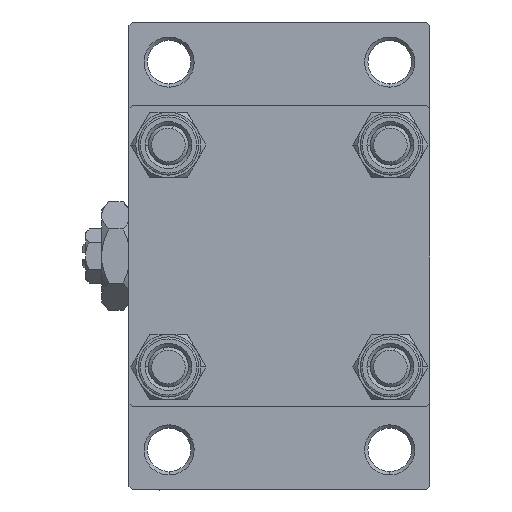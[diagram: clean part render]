
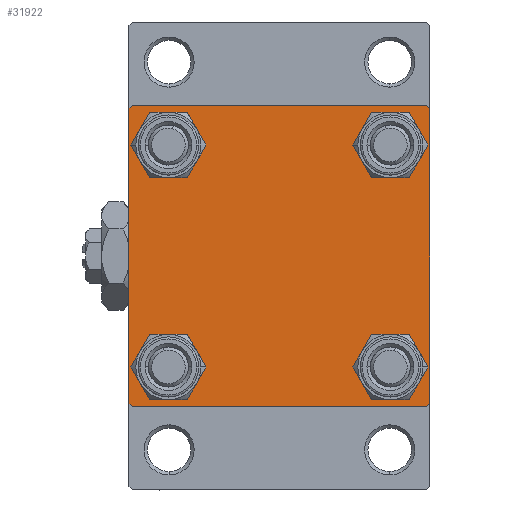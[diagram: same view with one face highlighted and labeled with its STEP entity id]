
A CAD part, left-side view. The second image highlights one B-rep face of the part: STEP entity #31922.
In plain terms, the highlighted planar face has unit normal (-1, 0, 0).
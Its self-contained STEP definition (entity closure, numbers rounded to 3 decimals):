
#95 = CIRCLE ( 'NONE', #43324, 3.5 ) ;
#253 = CARTESIAN_POINT ( 'NONE',  ( 0., -16.6, -20.1 ) ) ;
#271 = CARTESIAN_POINT ( 'NONE',  ( 0., 16.6, 16.6 ) ) ;
#374 = ORIENTED_EDGE ( 'NONE', *, *, #43633, .T. ) ;
#981 = DIRECTION ( 'NONE',  ( -1., 0., 0. ) ) ;
#1094 = DIRECTION ( 'NONE',  ( 0., -0.707, -0.707 ) ) ;
#1120 = DIRECTION ( 'NONE',  ( 1., 0., 0. ) ) ;
#1291 = DIRECTION ( 'NONE',  ( 0., 0., 1. ) ) ;
#1543 = EDGE_LOOP ( 'NONE', ( #8613, #32199 ) ) ;
#2234 = VERTEX_POINT ( 'NONE', #34660 ) ;
#2300 = EDGE_CURVE ( 'NONE', #14597, #22324, #29545, .T. ) ;
#2604 = VERTEX_POINT ( 'NONE', #29633 ) ;
#4597 = VERTEX_POINT ( 'NONE', #17877 ) ;
#4786 = CARTESIAN_POINT ( 'NONE',  ( 0., -16.6, -13.1 ) ) ;
#5012 = CARTESIAN_POINT ( 'NONE',  ( 0., -22.5, 22.5 ) ) ;
#5194 = EDGE_CURVE ( 'NONE', #44632, #37697, #48064, .T. ) ;
#5264 = LINE ( 'NONE', #5012, #31348 ) ;
#5504 = PLANE ( 'NONE',  #48734 ) ;
#5574 = DIRECTION ( 'NONE',  ( 1., 0., 0. ) ) ;
#6086 = ORIENTED_EDGE ( 'NONE', *, *, #37674, .T. ) ;
#6726 = EDGE_CURVE ( 'NONE', #34117, #33330, #47782, .T. ) ;
#7758 = EDGE_CURVE ( 'NONE', #8432, #4597, #95, .T. ) ;
#7921 = AXIS2_PLACEMENT_3D ( 'NONE', #47433, #27902, #1291 ) ;
#8188 = EDGE_CURVE ( 'NONE', #46184, #33330, #5264, .T. ) ;
#8326 = CIRCLE ( 'NONE', #14854, 3.5 ) ;
#8432 = VERTEX_POINT ( 'NONE', #43531 ) ;
#8613 = ORIENTED_EDGE ( 'NONE', *, *, #10794, .T. ) ;
#8770 = CARTESIAN_POINT ( 'NONE',  ( 0., -22.25, 22.25 ) ) ;
#8778 = FACE_BOUND ( 'NONE', #25640, .T. ) ;
#8969 = ORIENTED_EDGE ( 'NONE', *, *, #47334, .T. ) ;
#9605 = LINE ( 'NONE', #24165, #47651 ) ;
#9680 = CARTESIAN_POINT ( 'NONE',  ( 0., 16.6, -16.6 ) ) ;
#9728 = ORIENTED_EDGE ( 'NONE', *, *, #6726, .T. ) ;
#9766 = DIRECTION ( 'NONE',  ( 1., 0., 0. ) ) ;
#10026 = EDGE_LOOP ( 'NONE', ( #11009, #20953 ) ) ;
#10265 = CARTESIAN_POINT ( 'NONE',  ( 0., 16.6, 16.6 ) ) ;
#10501 = CARTESIAN_POINT ( 'NONE',  ( 0., 22.5, 22.5 ) ) ;
#10794 = EDGE_CURVE ( 'NONE', #37697, #44632, #17730, .T. ) ;
#11009 = ORIENTED_EDGE ( 'NONE', *, *, #2300, .T. ) ;
#11780 = DIRECTION ( 'NONE',  ( 0., 0.707, 0.707 ) ) ;
#12456 = DIRECTION ( 'NONE',  ( 0., -0.707, 0.707 ) ) ;
#12457 = VECTOR ( 'NONE', #1094, 1000. ) ;
#12578 = DIRECTION ( 'NONE',  ( 1., 0., 0. ) ) ;
#12854 = VERTEX_POINT ( 'NONE', #48487 ) ;
#13030 = FACE_BOUND ( 'NONE', #10026, .T. ) ;
#13197 = VECTOR ( 'NONE', #33231, 1000. ) ;
#13265 = ORIENTED_EDGE ( 'NONE', *, *, #20924, .T. ) ;
#13780 = VECTOR ( 'NONE', #22039, 1000. ) ;
#14597 = VERTEX_POINT ( 'NONE', #4786 ) ;
#14854 = AXIS2_PLACEMENT_3D ( 'NONE', #39228, #1120, #31719 ) ;
#16178 = VERTEX_POINT ( 'NONE', #16954 ) ;
#16591 = DIRECTION ( 'NONE',  ( 0., 0., 1. ) ) ;
#16954 = CARTESIAN_POINT ( 'NONE',  ( 0., -22., 22.5 ) ) ;
#17102 = CARTESIAN_POINT ( 'NONE',  ( 0., -16.6, 16.6 ) ) ;
#17201 = DIRECTION ( 'NONE',  ( 1., 0., 0. ) ) ;
#17707 = CARTESIAN_POINT ( 'NONE',  ( 0., 22.5, -22.5 ) ) ;
#17730 = CIRCLE ( 'NONE', #30532, 3.5 ) ;
#17877 = CARTESIAN_POINT ( 'NONE',  ( 0., -16.6, 13.1 ) ) ;
#17991 = ORIENTED_EDGE ( 'NONE', *, *, #19137, .T. ) ;
#18417 = VERTEX_POINT ( 'NONE', #28286 ) ;
#18693 = AXIS2_PLACEMENT_3D ( 'NONE', #10265, #9766, #25561 ) ;
#19137 = EDGE_CURVE ( 'NONE', #39212, #47751, #39610, .T. ) ;
#19696 = LINE ( 'NONE', #27455, #12457 ) ;
#20811 = ORIENTED_EDGE ( 'NONE', *, *, #48749, .T. ) ;
#20924 = EDGE_CURVE ( 'NONE', #18417, #12854, #19696, .T. ) ;
#20953 = ORIENTED_EDGE ( 'NONE', *, *, #34098, .T. ) ;
#21409 = CARTESIAN_POINT ( 'NONE',  ( 0., -22.5, 22. ) ) ;
#22039 = DIRECTION ( 'NONE',  ( 0., -1., 0. ) ) ;
#22324 = VERTEX_POINT ( 'NONE', #253 ) ;
#23617 = DIRECTION ( 'NONE',  ( 1., 0., 0. ) ) ;
#24165 = CARTESIAN_POINT ( 'NONE',  ( 0., 22.25, 22.25 ) ) ;
#24308 = CIRCLE ( 'NONE', #18693, 3.5 ) ;
#24327 = DIRECTION ( 'NONE',  ( 0., 0., 1. ) ) ;
#24899 = EDGE_LOOP ( 'NONE', ( #6086, #13265, #8969, #9728, #35313, #25457, #43345, #20811 ) ) ;
#25457 = ORIENTED_EDGE ( 'NONE', *, *, #25868, .T. ) ;
#25561 = DIRECTION ( 'NONE',  ( 0., 0., 1. ) ) ;
#25640 = EDGE_LOOP ( 'NONE', ( #37582, #49508 ) ) ;
#25868 = EDGE_CURVE ( 'NONE', #46184, #16178, #46116, .T. ) ;
#26234 = EDGE_LOOP ( 'NONE', ( #374, #17991 ) ) ;
#27322 = CARTESIAN_POINT ( 'NONE',  ( 0., 16.6, 20.1 ) ) ;
#27455 = CARTESIAN_POINT ( 'NONE',  ( 0., 22.25, -22.25 ) ) ;
#27761 = CARTESIAN_POINT ( 'NONE',  ( 0., -22.25, -22.25 ) ) ;
#27902 = DIRECTION ( 'NONE',  ( 1., 0., 0. ) ) ;
#28109 = DIRECTION ( 'NONE',  ( 0., 0., 1. ) ) ;
#28286 = CARTESIAN_POINT ( 'NONE',  ( 0., 22.5, -22. ) ) ;
#28728 = CARTESIAN_POINT ( 'NONE',  ( 0., 16.6, -13.1 ) ) ;
#29469 = DIRECTION ( 'NONE',  ( 0., 0., -1. ) ) ;
#29545 = CIRCLE ( 'NONE', #7921, 3.5 ) ;
#29604 = AXIS2_PLACEMENT_3D ( 'NONE', #36774, #40777, #45285 ) ;
#29633 = CARTESIAN_POINT ( 'NONE',  ( 0., 22.5, 22. ) ) ;
#30532 = AXIS2_PLACEMENT_3D ( 'NONE', #42898, #12578, #16591 ) ;
#31348 = VECTOR ( 'NONE', #39828, 1000. ) ;
#31719 = DIRECTION ( 'NONE',  ( 0., 0., 1. ) ) ;
#31922 = ADVANCED_FACE ( 'NONE', ( #8778, #13030, #32067, #44082, #47104 ), #5504, .T. ) ;
#32067 = FACE_BOUND ( 'NONE', #1543, .T. ) ;
#32199 = ORIENTED_EDGE ( 'NONE', *, *, #5194, .T. ) ;
#32314 = CARTESIAN_POINT ( 'NONE',  ( 0., 0., 0. ) ) ;
#32382 = DIRECTION ( 'NONE',  ( 0., 0., 1. ) ) ;
#32734 = LINE ( 'NONE', #36237, #46531 ) ;
#32739 = LINE ( 'NONE', #17707, #13197 ) ;
#33231 = DIRECTION ( 'NONE',  ( 0., -1., 0. ) ) ;
#33330 = VERTEX_POINT ( 'NONE', #42484 ) ;
#33600 = CIRCLE ( 'NONE', #29604, 3.5 ) ;
#34098 = EDGE_CURVE ( 'NONE', #22324, #14597, #33600, .T. ) ;
#34117 = VERTEX_POINT ( 'NONE', #48308 ) ;
#34487 = VECTOR ( 'NONE', #12456, 1000. ) ;
#34660 = CARTESIAN_POINT ( 'NONE',  ( 0., 22., 22.5 ) ) ;
#35313 = ORIENTED_EDGE ( 'NONE', *, *, #8188, .F. ) ;
#35902 = DIRECTION ( 'NONE',  ( 0., 0.707, -0.707 ) ) ;
#36237 = CARTESIAN_POINT ( 'NONE',  ( 0., 22.5, 22.5 ) ) ;
#36774 = CARTESIAN_POINT ( 'NONE',  ( 0., -16.6, -16.6 ) ) ;
#37582 = ORIENTED_EDGE ( 'NONE', *, *, #7758, .T. ) ;
#37674 = EDGE_CURVE ( 'NONE', #2604, #18417, #32734, .T. ) ;
#37697 = VERTEX_POINT ( 'NONE', #28728 ) ;
#38665 = EDGE_CURVE ( 'NONE', #2234, #16178, #41550, .T. ) ;
#39212 = VERTEX_POINT ( 'NONE', #39393 ) ;
#39228 = CARTESIAN_POINT ( 'NONE',  ( 0., -16.6, 16.6 ) ) ;
#39393 = CARTESIAN_POINT ( 'NONE',  ( 0., 16.6, 13.1 ) ) ;
#39610 = CIRCLE ( 'NONE', #45201, 3.5 ) ;
#39828 = DIRECTION ( 'NONE',  ( 0., 0., -1. ) ) ;
#40241 = DIRECTION ( 'NONE',  ( 0., 0., 1. ) ) ;
#40339 = CARTESIAN_POINT ( 'NONE',  ( 0., 16.6, -20.1 ) ) ;
#40777 = DIRECTION ( 'NONE',  ( 1., 0., 0. ) ) ;
#41550 = LINE ( 'NONE', #10501, #13780 ) ;
#42484 = CARTESIAN_POINT ( 'NONE',  ( 0., -22.5, -22. ) ) ;
#42898 = CARTESIAN_POINT ( 'NONE',  ( 0., 16.6, -16.6 ) ) ;
#43324 = AXIS2_PLACEMENT_3D ( 'NONE', #17102, #5574, #32382 ) ;
#43345 = ORIENTED_EDGE ( 'NONE', *, *, #38665, .F. ) ;
#43531 = CARTESIAN_POINT ( 'NONE',  ( 0., -16.6, 20.1 ) ) ;
#43633 = EDGE_CURVE ( 'NONE', #47751, #39212, #24308, .T. ) ;
#44082 = FACE_BOUND ( 'NONE', #26234, .T. ) ;
#44632 = VERTEX_POINT ( 'NONE', #40339 ) ;
#45201 = AXIS2_PLACEMENT_3D ( 'NONE', #271, #23617, #28109 ) ;
#45285 = DIRECTION ( 'NONE',  ( 0., 0., 1. ) ) ;
#46116 = LINE ( 'NONE', #8770, #47015 ) ;
#46184 = VERTEX_POINT ( 'NONE', #21409 ) ;
#46440 = AXIS2_PLACEMENT_3D ( 'NONE', #9680, #17201, #40241 ) ;
#46531 = VECTOR ( 'NONE', #29469, 1000. ) ;
#47015 = VECTOR ( 'NONE', #11780, 1000. ) ;
#47104 = FACE_OUTER_BOUND ( 'NONE', #24899, .T. ) ;
#47334 = EDGE_CURVE ( 'NONE', #12854, #34117, #32739, .T. ) ;
#47433 = CARTESIAN_POINT ( 'NONE',  ( 0., -16.6, -16.6 ) ) ;
#47651 = VECTOR ( 'NONE', #35902, 1000. ) ;
#47751 = VERTEX_POINT ( 'NONE', #27322 ) ;
#47782 = LINE ( 'NONE', #27761, #34487 ) ;
#48064 = CIRCLE ( 'NONE', #46440, 3.5 ) ;
#48308 = CARTESIAN_POINT ( 'NONE',  ( 0., -22., -22.5 ) ) ;
#48487 = CARTESIAN_POINT ( 'NONE',  ( 0., 22., -22.5 ) ) ;
#48534 = EDGE_CURVE ( 'NONE', #4597, #8432, #8326, .T. ) ;
#48734 = AXIS2_PLACEMENT_3D ( 'NONE', #32314, #981, #24327 ) ;
#48749 = EDGE_CURVE ( 'NONE', #2234, #2604, #9605, .T. ) ;
#49508 = ORIENTED_EDGE ( 'NONE', *, *, #48534, .T. ) ;
